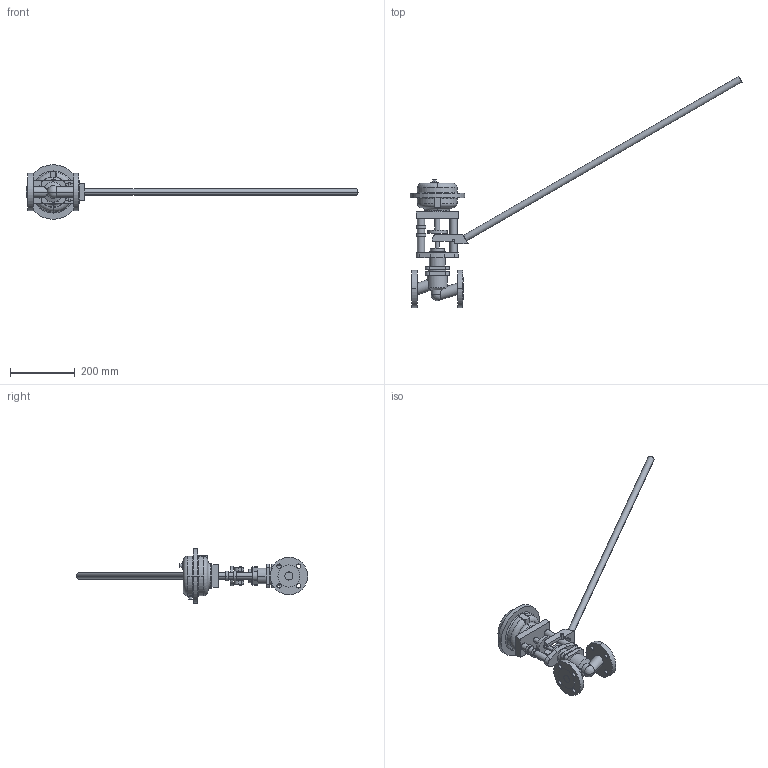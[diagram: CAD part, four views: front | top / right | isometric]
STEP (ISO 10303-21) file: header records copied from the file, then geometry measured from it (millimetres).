
FILE_DESCRIPTION(('OneSpaceDesigner STEP Export'),'2;1');
FILE_NAME('c000003568.stp','2009-11-30T 9:50:39',(''),(''),'OneSpace Designer STEP processor for AP214 (Solid Model)','OneSpace Modeling 15.50B 03-Nov-2007 (C) CoCreate Software GmbH','');
FILE_SCHEMA(('AUTOMOTIVE_DESIGN { 1 0 10303 214 1 1 1 1 }'));
Length unit declared in the file: millimetre
Products named in the file (1): 1
Bounding box: 1022.88 x 712.17 x 168 mm (x, y, z)
Volume: 2588503.8 mm3; surface area: 308298 mm2
Topology: 1 solids, 1 shells, 240 faces, 604 edges, 396 vertices
Faces by surface type: cylinder 112, plane 112, torus 12, cone 2, sphere 2
Entity records: 8843 total; most frequent: CARTESIAN_POINT 1604, ORIENTED_EDGE 1204, DIRECTION 977, EDGE_CURVE 602, VERTEX_POINT 396, AXIS2_PLACEMENT_3D 349, EDGE_LOOP 294, VECTOR 279
